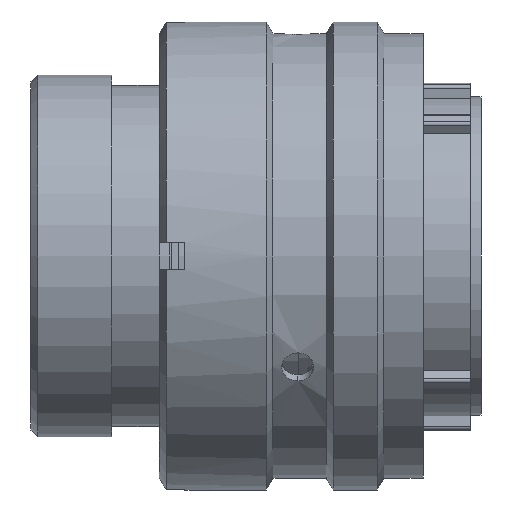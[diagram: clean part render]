
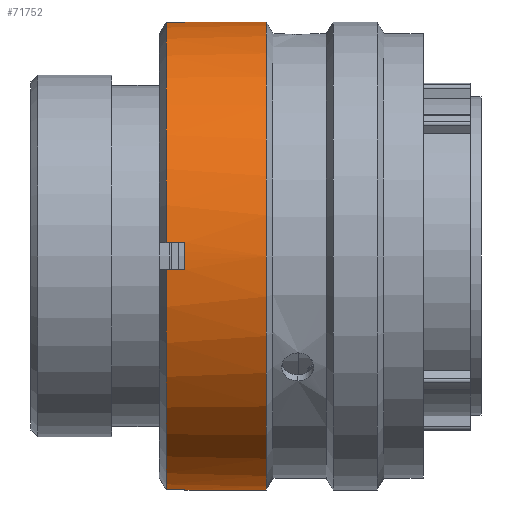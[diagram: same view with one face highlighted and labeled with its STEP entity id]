
A CAD part, front view. The second image highlights one B-rep face of the part: STEP entity #71752.
In plain terms, the highlighted cylindrical face has radius 17.35 mm (diameter 34.7 mm), a partial arc.
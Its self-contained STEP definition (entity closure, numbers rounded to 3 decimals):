
#1515 = CIRCLE ( 'NONE', #57078, 17.35 ) ;
#3661 = ORIENTED_EDGE ( 'NONE', *, *, #46404, .T. ) ;
#4826 = LINE ( 'NONE', #77695, #82899 ) ;
#7057 = CARTESIAN_POINT ( 'NONE',  ( 11.42, -1., 17.321 ) ) ;
#9509 = DIRECTION ( 'NONE',  ( -1., 0., 0. ) ) ;
#9836 = CARTESIAN_POINT ( 'NONE',  ( 29.07, -17.321, -1. ) ) ;
#9922 = CIRCLE ( 'NONE', #47938, 17.35 ) ;
#11619 = CARTESIAN_POINT ( 'NONE',  ( 17.44, 0., -17.35 ) ) ;
#11817 = ORIENTED_EDGE ( 'NONE', *, *, #59631, .T. ) ;
#12191 = DIRECTION ( 'NONE',  ( 1., 0., 0. ) ) ;
#12693 = CARTESIAN_POINT ( 'NONE',  ( 29.07, -1., 17.321 ) ) ;
#12754 = CARTESIAN_POINT ( 'NONE',  ( 10.02, -17.321, 1. ) ) ;
#15075 = LINE ( 'NONE', #9836, #64644 ) ;
#16097 = VERTEX_POINT ( 'NONE', #37818 ) ;
#16196 = EDGE_CURVE ( 'NONE', #88219, #30093, #36410, .T. ) ;
#16828 = ORIENTED_EDGE ( 'NONE', *, *, #61466, .T. ) ;
#16990 = CARTESIAN_POINT ( 'NONE',  ( 29.07, 0., -17.35 ) ) ;
#17233 = DIRECTION ( 'NONE',  ( 0., 0., 1. ) ) ;
#17242 = DIRECTION ( 'NONE',  ( 0., 0., -1. ) ) ;
#17813 = CIRCLE ( 'NONE', #69135, 17.35 ) ;
#19806 = CARTESIAN_POINT ( 'NONE',  ( 29.07, -1., -17.321 ) ) ;
#22985 = EDGE_CURVE ( 'NONE', #16097, #86768, #9922, .T. ) ;
#23094 = ORIENTED_EDGE ( 'NONE', *, *, #47600, .T. ) ;
#23828 = DIRECTION ( 'NONE',  ( 1., 0., 0. ) ) ;
#25152 = DIRECTION ( 'NONE',  ( 1., 0., 0. ) ) ;
#25169 = LINE ( 'NONE', #16990, #61828 ) ;
#27176 = CARTESIAN_POINT ( 'NONE',  ( 17.44, 0., 17.35 ) ) ;
#27384 = CARTESIAN_POINT ( 'NONE',  ( 29.07, -17.321, 1. ) ) ;
#30093 = VERTEX_POINT ( 'NONE', #96893 ) ;
#30359 = LINE ( 'NONE', #27384, #70554 ) ;
#30531 = CYLINDRICAL_SURFACE ( 'NONE', #74284, 17.35 ) ;
#30884 = CARTESIAN_POINT ( 'NONE',  ( 10.02, 0., 0. ) ) ;
#32159 = CIRCLE ( 'NONE', #40289, 17.35 ) ;
#35187 = LINE ( 'NONE', #12693, #89627 ) ;
#36410 = CIRCLE ( 'NONE', #53983, 17.35 ) ;
#37228 = CARTESIAN_POINT ( 'NONE',  ( 11.42, 0., 17.35 ) ) ;
#37818 = CARTESIAN_POINT ( 'NONE',  ( 11.42, -17.321, 1. ) ) ;
#38422 = DIRECTION ( 'NONE',  ( 1., 0., 0. ) ) ;
#40289 = AXIS2_PLACEMENT_3D ( 'NONE', #58209, #65145, #73404 ) ;
#40590 = EDGE_CURVE ( 'NONE', #54924, #67175, #4826, .T. ) ;
#41993 = CARTESIAN_POINT ( 'NONE',  ( 10.02, -1., 17.321 ) ) ;
#43315 = VERTEX_POINT ( 'NONE', #83557 ) ;
#44043 = VERTEX_POINT ( 'NONE', #41993 ) ;
#44976 = EDGE_CURVE ( 'NONE', #43315, #62685, #25169, .T. ) ;
#45393 = DIRECTION ( 'NONE',  ( 0., 0., -1. ) ) ;
#46340 = DIRECTION ( 'NONE',  ( 0., 0., -1. ) ) ;
#46404 = EDGE_CURVE ( 'NONE', #30093, #87915, #77498, .T. ) ;
#47600 = EDGE_CURVE ( 'NONE', #44043, #73340, #32159, .T. ) ;
#47938 = AXIS2_PLACEMENT_3D ( 'NONE', #90809, #68945, #53440 ) ;
#48519 = VERTEX_POINT ( 'NONE', #7057 ) ;
#53440 = DIRECTION ( 'NONE',  ( 0., 0., 1. ) ) ;
#53983 = AXIS2_PLACEMENT_3D ( 'NONE', #30884, #68560, #45393 ) ;
#53987 = EDGE_CURVE ( 'NONE', #73340, #16097, #30359, .T. ) ;
#54924 = VERTEX_POINT ( 'NONE', #37228 ) ;
#55495 = FACE_OUTER_BOUND ( 'NONE', #80568, .T. ) ;
#57078 = AXIS2_PLACEMENT_3D ( 'NONE', #59913, #38422, #46340 ) ;
#58112 = DIRECTION ( 'NONE',  ( 1., 0., 0. ) ) ;
#58209 = CARTESIAN_POINT ( 'NONE',  ( 10.02, 0., 0. ) ) ;
#59631 = EDGE_CURVE ( 'NONE', #48519, #44043, #35187, .T. ) ;
#59913 = CARTESIAN_POINT ( 'NONE',  ( 17.44, 0., 0. ) ) ;
#59948 = CARTESIAN_POINT ( 'NONE',  ( 11.42, -17.321, -1. ) ) ;
#61318 = ORIENTED_EDGE ( 'NONE', *, *, #53987, .T. ) ;
#61466 = EDGE_CURVE ( 'NONE', #86768, #88219, #15075, .T. ) ;
#61828 = VECTOR ( 'NONE', #62896, 1000. ) ;
#61969 = CARTESIAN_POINT ( 'NONE',  ( 10.02, -17.321, -1. ) ) ;
#62500 = CARTESIAN_POINT ( 'NONE',  ( 29.07, 0., 0. ) ) ;
#62685 = VERTEX_POINT ( 'NONE', #11619 ) ;
#62896 = DIRECTION ( 'NONE',  ( 1., 0., 0. ) ) ;
#63097 = EDGE_CURVE ( 'NONE', #54924, #48519, #17813, .T. ) ;
#64644 = VECTOR ( 'NONE', #9509, 1000. ) ;
#64692 = DIRECTION ( 'NONE',  ( 1., 0., 0. ) ) ;
#65145 = DIRECTION ( 'NONE',  ( 1., 0., 0. ) ) ;
#67175 = VERTEX_POINT ( 'NONE', #27176 ) ;
#67853 = ORIENTED_EDGE ( 'NONE', *, *, #70801, .F. ) ;
#68560 = DIRECTION ( 'NONE',  ( 1., 0., 0. ) ) ;
#68945 = DIRECTION ( 'NONE',  ( 1., 0., 0. ) ) ;
#69094 = CARTESIAN_POINT ( 'NONE',  ( 11.42, 0., 0. ) ) ;
#69135 = AXIS2_PLACEMENT_3D ( 'NONE', #71659, #64692, #79292 ) ;
#70498 = ORIENTED_EDGE ( 'NONE', *, *, #40590, .F. ) ;
#70554 = VECTOR ( 'NONE', #58112, 1000. ) ;
#70801 = EDGE_CURVE ( 'NONE', #67175, #62685, #1515, .T. ) ;
#71659 = CARTESIAN_POINT ( 'NONE',  ( 11.42, 0., 0. ) ) ;
#71752 = ADVANCED_FACE ( 'NONE', ( #55495 ), #30531, .T. ) ;
#72327 = ORIENTED_EDGE ( 'NONE', *, *, #78940, .T. ) ;
#73340 = VERTEX_POINT ( 'NONE', #12754 ) ;
#73404 = DIRECTION ( 'NONE',  ( 0., 0., -1. ) ) ;
#73494 = ORIENTED_EDGE ( 'NONE', *, *, #63097, .T. ) ;
#74284 = AXIS2_PLACEMENT_3D ( 'NONE', #62500, #25152, #17242 ) ;
#77498 = LINE ( 'NONE', #19806, #93973 ) ;
#77695 = CARTESIAN_POINT ( 'NONE',  ( 29.07, 0., 17.35 ) ) ;
#78529 = AXIS2_PLACEMENT_3D ( 'NONE', #69094, #23828, #17233 ) ;
#78940 = EDGE_CURVE ( 'NONE', #87915, #43315, #86386, .T. ) ;
#79292 = DIRECTION ( 'NONE',  ( 0., 0., 1. ) ) ;
#79910 = CARTESIAN_POINT ( 'NONE',  ( 11.42, -1., -17.321 ) ) ;
#80568 = EDGE_LOOP ( 'NONE', ( #70498, #73494, #11817, #23094, #61318, #88569, #16828, #94283, #3661, #72327, #89364, #67853 ) ) ;
#82899 = VECTOR ( 'NONE', #93835, 1000. ) ;
#83557 = CARTESIAN_POINT ( 'NONE',  ( 11.42, 0., -17.35 ) ) ;
#86386 = CIRCLE ( 'NONE', #78529, 17.35 ) ;
#86768 = VERTEX_POINT ( 'NONE', #59948 ) ;
#87915 = VERTEX_POINT ( 'NONE', #79910 ) ;
#88219 = VERTEX_POINT ( 'NONE', #61969 ) ;
#88365 = DIRECTION ( 'NONE',  ( -1., 0., 0. ) ) ;
#88569 = ORIENTED_EDGE ( 'NONE', *, *, #22985, .T. ) ;
#89364 = ORIENTED_EDGE ( 'NONE', *, *, #44976, .T. ) ;
#89627 = VECTOR ( 'NONE', #88365, 1000. ) ;
#90809 = CARTESIAN_POINT ( 'NONE',  ( 11.42, 0., 0. ) ) ;
#93835 = DIRECTION ( 'NONE',  ( 1., 0., 0. ) ) ;
#93973 = VECTOR ( 'NONE', #12191, 1000. ) ;
#94283 = ORIENTED_EDGE ( 'NONE', *, *, #16196, .T. ) ;
#96893 = CARTESIAN_POINT ( 'NONE',  ( 10.02, -1., -17.321 ) ) ;
